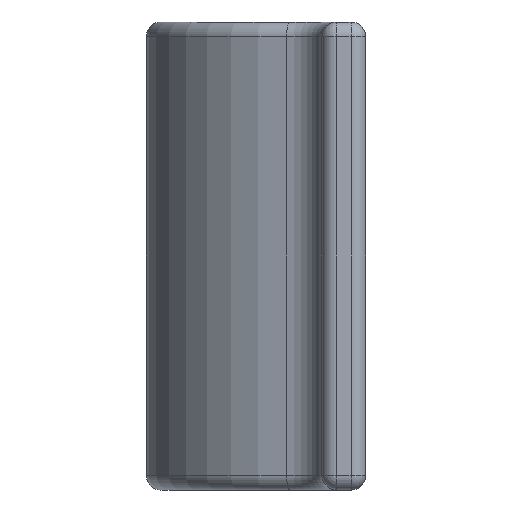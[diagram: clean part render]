
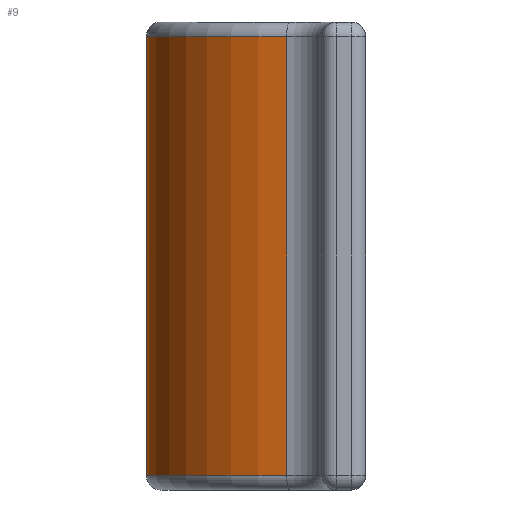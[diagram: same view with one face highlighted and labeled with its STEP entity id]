
A CAD part, left-side view. The second image highlights one B-rep face of the part: STEP entity #9.
In plain terms, the highlighted cylindrical face has radius 6 mm (diameter 12 mm), a partial arc.
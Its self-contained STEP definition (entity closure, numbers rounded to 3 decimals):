
#9 = ADVANCED_FACE ( 'NONE', ( #1460 ), #1317, .T. ) ;
#76 = EDGE_CURVE ( 'NONE', #501, #1029, #895, .T. ) ;
#98 = EDGE_CURVE ( 'NONE', #617, #1029, #180, .T. ) ;
#180 = CIRCLE ( 'NONE', #1677, 6. ) ;
#235 = AXIS2_PLACEMENT_3D ( 'NONE', #789, #509, #376 ) ;
#302 = CARTESIAN_POINT ( 'NONE',  ( 0., 0., 7.5 ) ) ;
#306 = EDGE_LOOP ( 'NONE', ( #688, #1568, #1526, #832 ) ) ;
#376 = DIRECTION ( 'NONE',  ( -1., 0., 0. ) ) ;
#501 = VERTEX_POINT ( 'NONE', #1160 ) ;
#509 = DIRECTION ( 'NONE',  ( 0., 0., -1. ) ) ;
#512 = CARTESIAN_POINT ( 'NONE',  ( 5.879, 1.2, -7.5 ) ) ;
#617 = VERTEX_POINT ( 'NONE', #512 ) ;
#688 = ORIENTED_EDGE ( 'NONE', *, *, #1327, .T. ) ;
#786 = LINE ( 'NONE', #1288, #1232 ) ;
#789 = CARTESIAN_POINT ( 'NONE',  ( 0., 0., 8. ) ) ;
#832 = ORIENTED_EDGE ( 'NONE', *, *, #1514, .T. ) ;
#883 = DIRECTION ( 'NONE',  ( 0., 0., 1. ) ) ;
#895 = LINE ( 'NONE', #1016, #1531 ) ;
#1016 = CARTESIAN_POINT ( 'NONE',  ( -5.879, 1.2, 8. ) ) ;
#1024 = DIRECTION ( 'NONE',  ( 0., 0., -1. ) ) ;
#1029 = VERTEX_POINT ( 'NONE', #1100 ) ;
#1100 = CARTESIAN_POINT ( 'NONE',  ( -5.879, 1.2, -7.5 ) ) ;
#1136 = DIRECTION ( 'NONE',  ( -1., 0., 0. ) ) ;
#1160 = CARTESIAN_POINT ( 'NONE',  ( -5.879, 1.2, 7.5 ) ) ;
#1232 = VECTOR ( 'NONE', #1419, 1000. ) ;
#1257 = CIRCLE ( 'NONE', #1487, 6. ) ;
#1275 = CARTESIAN_POINT ( 'NONE',  ( 0., 0., -7.5 ) ) ;
#1288 = CARTESIAN_POINT ( 'NONE',  ( 5.879, 1.2, 8. ) ) ;
#1293 = CARTESIAN_POINT ( 'NONE',  ( 5.879, 1.2, 7.5 ) ) ;
#1295 = DIRECTION ( 'NONE',  ( -1., 0., 0. ) ) ;
#1317 = CYLINDRICAL_SURFACE ( 'NONE', #235, 6. ) ;
#1327 = EDGE_CURVE ( 'NONE', #1712, #617, #786, .T. ) ;
#1419 = DIRECTION ( 'NONE',  ( 0., 0., -1. ) ) ;
#1460 = FACE_OUTER_BOUND ( 'NONE', #306, .T. ) ;
#1487 = AXIS2_PLACEMENT_3D ( 'NONE', #302, #1661, #1136 ) ;
#1514 = EDGE_CURVE ( 'NONE', #501, #1712, #1257, .T. ) ;
#1526 = ORIENTED_EDGE ( 'NONE', *, *, #76, .F. ) ;
#1531 = VECTOR ( 'NONE', #1024, 1000. ) ;
#1568 = ORIENTED_EDGE ( 'NONE', *, *, #98, .T. ) ;
#1661 = DIRECTION ( 'NONE',  ( 0., 0., -1. ) ) ;
#1677 = AXIS2_PLACEMENT_3D ( 'NONE', #1275, #883, #1295 ) ;
#1712 = VERTEX_POINT ( 'NONE', #1293 ) ;
